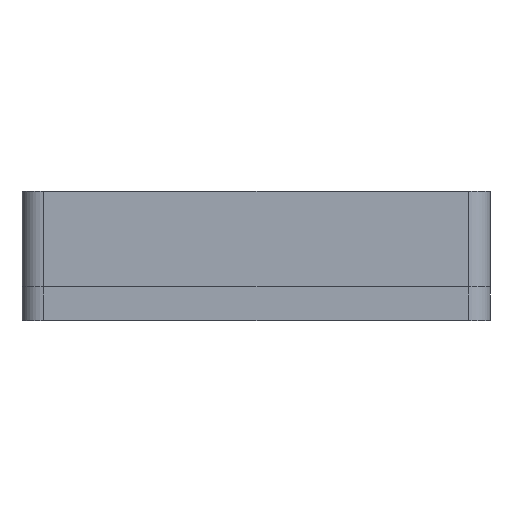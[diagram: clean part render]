
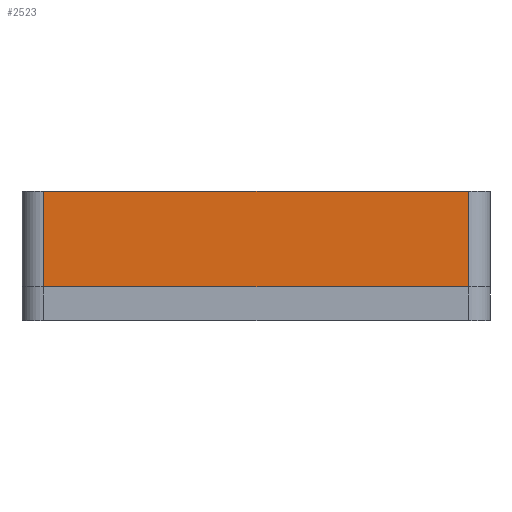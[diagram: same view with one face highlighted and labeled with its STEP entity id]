
A CAD part, left-side view. The second image highlights one B-rep face of the part: STEP entity #2523.
In plain terms, the highlighted planar face has unit normal (-1, 0, 0).
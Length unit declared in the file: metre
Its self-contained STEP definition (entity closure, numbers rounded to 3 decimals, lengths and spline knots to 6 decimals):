
#283=ORIENTED_EDGE('',*,*,#1017,.T.);
#284=ORIENTED_EDGE('',*,*,#1018,.T.);
#285=ORIENTED_EDGE('',*,*,#1019,.F.);
#286=ORIENTED_EDGE('',*,*,#1020,.T.);
#1017=EDGE_CURVE('',#1380,#1381,#1630,.T.);
#1018=EDGE_CURVE('',#1381,#1382,#1631,.F.);
#1019=EDGE_CURVE('',#1383,#1382,#1632,.T.);
#1020=EDGE_CURVE('',#1383,#1380,#1633,.T.);
#1380=VERTEX_POINT('',#3874);
#1381=VERTEX_POINT('',#3875);
#1382=VERTEX_POINT('',#3877);
#1383=VERTEX_POINT('',#3879);
#1630=LINE('',#3873,#1855);
#1631=LINE('',#3876,#1856);
#1632=LINE('',#3878,#1857);
#1633=LINE('',#3880,#1858);
#1855=VECTOR('',#3052,1.);
#1856=VECTOR('',#3053,1.);
#1857=VECTOR('',#3054,1.);
#1858=VECTOR('',#3055,1.);
#2063=EDGE_LOOP('',(#283,#284,#285,#286));
#2258=FACE_BOUND('',#2063,.T.);
#2448=PLANE('',#2705);
#2523=ADVANCED_FACE('',(#2258),#2448,.F.);
#2705=AXIS2_PLACEMENT_3D('',#3872,#3050,#3051);
#3050=DIRECTION('',(1.,0.,0.));
#3051=DIRECTION('',(0.,0.,-1.));
#3052=DIRECTION('',(0.,-1.,0.));
#3053=DIRECTION('',(0.,0.,-1.));
#3054=DIRECTION('',(0.,-1.,0.));
#3055=DIRECTION('',(0.,0.,-1.));
#3872=CARTESIAN_POINT('',(-0.05565,0.,0.00508));
#3873=CARTESIAN_POINT('',(-0.05565,0.,0.));
#3874=CARTESIAN_POINT('',(-0.05565,0.031065,0.));
#3875=CARTESIAN_POINT('',(-0.05565,-0.031065,0.));
#3876=CARTESIAN_POINT('',(-0.05565,-0.031065,0.01397));
#3877=CARTESIAN_POINT('',(-0.05565,-0.031065,0.01397));
#3878=CARTESIAN_POINT('',(-0.05565,0.,0.01397));
#3879=CARTESIAN_POINT('',(-0.05565,0.031065,0.01397));
#3880=CARTESIAN_POINT('',(-0.05565,0.031065,0.00508));
